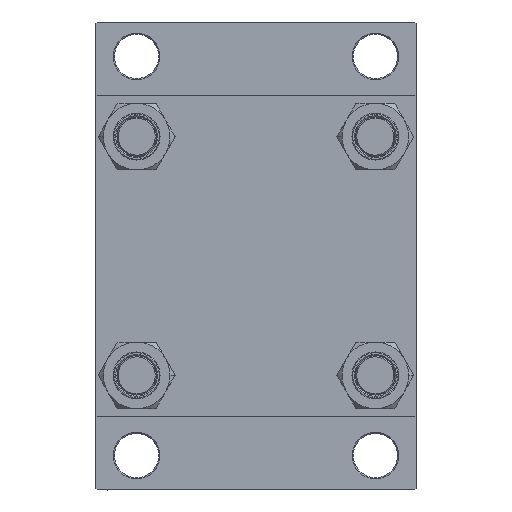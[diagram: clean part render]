
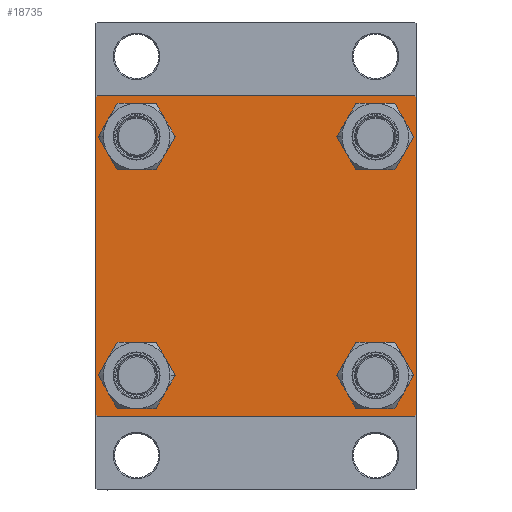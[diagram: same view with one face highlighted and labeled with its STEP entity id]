
A CAD part, left-side view. The second image highlights one B-rep face of the part: STEP entity #18735.
In plain terms, the highlighted planar face has unit normal (-1, 0, 0).
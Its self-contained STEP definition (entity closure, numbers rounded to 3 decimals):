
#21 = ORIENTED_EDGE ( 'NONE', *, *, #34364, .T. ) ;
#468 = ORIENTED_EDGE ( 'NONE', *, *, #1020, .T. ) ;
#1020 = EDGE_CURVE ( 'NONE', #4477, #23073, #40157, .T. ) ;
#1463 = LINE ( 'NONE', #42276, #19466 ) ;
#1917 = DIRECTION ( 'NONE',  ( 0., -0.707, 0.707 ) ) ;
#2299 = VECTOR ( 'NONE', #24605, 1000. ) ;
#2629 = CARTESIAN_POINT ( 'NONE',  ( 0., 65., -65. ) ) ;
#2720 = LINE ( 'NONE', #42585, #8743 ) ;
#2830 = PLANE ( 'NONE',  #39853 ) ;
#3306 = EDGE_LOOP ( 'NONE', ( #23571, #21 ) ) ;
#3697 = DIRECTION ( 'NONE',  ( 0., 0., 1. ) ) ;
#3780 = VERTEX_POINT ( 'NONE', #28035 ) ;
#4131 = FACE_BOUND ( 'NONE', #43007, .T. ) ;
#4477 = VERTEX_POINT ( 'NONE', #16457 ) ;
#4635 = DIRECTION ( 'NONE',  ( 0., -0.707, -0.707 ) ) ;
#4752 = CARTESIAN_POINT ( 'NONE',  ( 0., 65., -64.5 ) ) ;
#5134 = DIRECTION ( 'NONE',  ( 0., 0., 1. ) ) ;
#5332 = DIRECTION ( 'NONE',  ( 0., 0., 1. ) ) ;
#5361 = CARTESIAN_POINT ( 'NONE',  ( 0., -48.45, -48.45 ) ) ;
#5589 = CIRCLE ( 'NONE', #11773, 8.5 ) ;
#6330 = DIRECTION ( 'NONE',  ( 0., 0., -1. ) ) ;
#6685 = DIRECTION ( 'NONE',  ( 0., 0., 1. ) ) ;
#7136 = VERTEX_POINT ( 'NONE', #45473 ) ;
#7242 = AXIS2_PLACEMENT_3D ( 'NONE', #5361, #38238, #5134 ) ;
#8258 = LINE ( 'NONE', #38686, #40398 ) ;
#8395 = EDGE_CURVE ( 'NONE', #3780, #23014, #2720, .T. ) ;
#8743 = VECTOR ( 'NONE', #6330, 1000. ) ;
#9820 = FACE_BOUND ( 'NONE', #12973, .T. ) ;
#10060 = VERTEX_POINT ( 'NONE', #4752 ) ;
#10432 = VERTEX_POINT ( 'NONE', #13332 ) ;
#10870 = AXIS2_PLACEMENT_3D ( 'NONE', #39306, #24800, #6685 ) ;
#11726 = CARTESIAN_POINT ( 'NONE',  ( 0., 48.45, 56.95 ) ) ;
#11773 = AXIS2_PLACEMENT_3D ( 'NONE', #11787, #14464, #29677 ) ;
#11787 = CARTESIAN_POINT ( 'NONE',  ( 0., -48.45, -48.45 ) ) ;
#12233 = CIRCLE ( 'NONE', #42305, 8.5 ) ;
#12291 = VERTEX_POINT ( 'NONE', #11726 ) ;
#12973 = EDGE_LOOP ( 'NONE', ( #34147, #15713 ) ) ;
#13332 = CARTESIAN_POINT ( 'NONE',  ( 0., -64.5, -65. ) ) ;
#14010 = DIRECTION ( 'NONE',  ( 1., 0., 0. ) ) ;
#14112 = ORIENTED_EDGE ( 'NONE', *, *, #8395, .F. ) ;
#14334 = ORIENTED_EDGE ( 'NONE', *, *, #20758, .T. ) ;
#14454 = CARTESIAN_POINT ( 'NONE',  ( 0., 65., 65. ) ) ;
#14464 = DIRECTION ( 'NONE',  ( 1., 0., 0. ) ) ;
#14834 = DIRECTION ( 'NONE',  ( 0., 0.707, 0.707 ) ) ;
#15713 = ORIENTED_EDGE ( 'NONE', *, *, #22974, .T. ) ;
#16007 = ORIENTED_EDGE ( 'NONE', *, *, #46382, .T. ) ;
#16259 = CIRCLE ( 'NONE', #17003, 8.5 ) ;
#16372 = CARTESIAN_POINT ( 'NONE',  ( 0., -64.5, 65. ) ) ;
#16457 = CARTESIAN_POINT ( 'NONE',  ( 0., 64.5, 65. ) ) ;
#17003 = AXIS2_PLACEMENT_3D ( 'NONE', #46171, #19869, #31217 ) ;
#17068 = DIRECTION ( 'NONE',  ( -1., 0., 0. ) ) ;
#17732 = ORIENTED_EDGE ( 'NONE', *, *, #28258, .T. ) ;
#17881 = VECTOR ( 'NONE', #44252, 1000. ) ;
#18206 = CIRCLE ( 'NONE', #24380, 8.5 ) ;
#18439 = ORIENTED_EDGE ( 'NONE', *, *, #34197, .F. ) ;
#18557 = CARTESIAN_POINT ( 'NONE',  ( 0., 48.45, -56.95 ) ) ;
#18735 = ADVANCED_FACE ( 'NONE', ( #4131, #18863, #46302, #9820, #47013 ), #2830, .T. ) ;
#18863 = FACE_BOUND ( 'NONE', #3306, .T. ) ;
#19012 = ORIENTED_EDGE ( 'NONE', *, *, #47106, .T. ) ;
#19230 = VECTOR ( 'NONE', #1917, 1000. ) ;
#19466 = VECTOR ( 'NONE', #23670, 1000. ) ;
#19835 = DIRECTION ( 'NONE',  ( 1., 0., 0. ) ) ;
#19869 = DIRECTION ( 'NONE',  ( 1., 0., 0. ) ) ;
#19923 = ORIENTED_EDGE ( 'NONE', *, *, #27596, .T. ) ;
#20257 = CARTESIAN_POINT ( 'NONE',  ( 0., 48.45, -39.95 ) ) ;
#20457 = DIRECTION ( 'NONE',  ( 0., 0., 1. ) ) ;
#20758 = EDGE_CURVE ( 'NONE', #34339, #28125, #31433, .T. ) ;
#22565 = CARTESIAN_POINT ( 'NONE',  ( 0., -48.45, 39.95 ) ) ;
#22974 = EDGE_CURVE ( 'NONE', #43171, #12291, #12233, .T. ) ;
#23014 = VERTEX_POINT ( 'NONE', #42065 ) ;
#23073 = VERTEX_POINT ( 'NONE', #28022 ) ;
#23571 = ORIENTED_EDGE ( 'NONE', *, *, #42682, .T. ) ;
#23670 = DIRECTION ( 'NONE',  ( 0., -1., 0. ) ) ;
#24380 = AXIS2_PLACEMENT_3D ( 'NONE', #28817, #33167, #3697 ) ;
#24565 = CARTESIAN_POINT ( 'NONE',  ( 0., 0., 0. ) ) ;
#24605 = DIRECTION ( 'NONE',  ( 0., -1., 0. ) ) ;
#24765 = EDGE_LOOP ( 'NONE', ( #16007, #14334 ) ) ;
#24800 = DIRECTION ( 'NONE',  ( 1., 0., 0. ) ) ;
#25011 = CIRCLE ( 'NONE', #7242, 8.5 ) ;
#25559 = DIRECTION ( 'NONE',  ( 0., 0., -1. ) ) ;
#26629 = CIRCLE ( 'NONE', #32009, 8.5 ) ;
#27476 = CARTESIAN_POINT ( 'NONE',  ( 0., -48.45, 56.95 ) ) ;
#27596 = EDGE_CURVE ( 'NONE', #10432, #23014, #46112, .T. ) ;
#28022 = CARTESIAN_POINT ( 'NONE',  ( 0., 65., 64.5 ) ) ;
#28035 = CARTESIAN_POINT ( 'NONE',  ( 0., -65., 64.5 ) ) ;
#28041 = VECTOR ( 'NONE', #14834, 1000. ) ;
#28125 = VERTEX_POINT ( 'NONE', #20257 ) ;
#28258 = EDGE_CURVE ( 'NONE', #30097, #10432, #44155, .T. ) ;
#28748 = DIRECTION ( 'NONE',  ( 0., 0., 1. ) ) ;
#28817 = CARTESIAN_POINT ( 'NONE',  ( 0., 48.45, -48.45 ) ) ;
#28855 = EDGE_LOOP ( 'NONE', ( #19012, #35702, #17732, #19923, #14112, #45767, #18439, #468 ) ) ;
#29097 = CARTESIAN_POINT ( 'NONE',  ( 0., -64.75, 64.75 ) ) ;
#29229 = DIRECTION ( 'NONE',  ( 0., 0., 1. ) ) ;
#29677 = DIRECTION ( 'NONE',  ( 0., 0., 1. ) ) ;
#30097 = VERTEX_POINT ( 'NONE', #47176 ) ;
#30249 = EDGE_CURVE ( 'NONE', #45122, #34395, #16259, .T. ) ;
#31183 = EDGE_CURVE ( 'NONE', #12291, #43171, #43286, .T. ) ;
#31217 = DIRECTION ( 'NONE',  ( 0., 0., 1. ) ) ;
#31433 = CIRCLE ( 'NONE', #34564, 8.5 ) ;
#32009 = AXIS2_PLACEMENT_3D ( 'NONE', #40338, #32611, #29229 ) ;
#32611 = DIRECTION ( 'NONE',  ( 1., 0., 0. ) ) ;
#32818 = LINE ( 'NONE', #14454, #43669 ) ;
#32966 = LINE ( 'NONE', #29097, #28041 ) ;
#33167 = DIRECTION ( 'NONE',  ( 1., 0., 0. ) ) ;
#34147 = ORIENTED_EDGE ( 'NONE', *, *, #31183, .T. ) ;
#34197 = EDGE_CURVE ( 'NONE', #4477, #36663, #1463, .T. ) ;
#34339 = VERTEX_POINT ( 'NONE', #18557 ) ;
#34354 = CARTESIAN_POINT ( 'NONE',  ( 0., 48.45, 48.45 ) ) ;
#34364 = EDGE_CURVE ( 'NONE', #7136, #47379, #5589, .T. ) ;
#34395 = VERTEX_POINT ( 'NONE', #27476 ) ;
#34564 = AXIS2_PLACEMENT_3D ( 'NONE', #47094, #14010, #28748 ) ;
#35702 = ORIENTED_EDGE ( 'NONE', *, *, #40653, .T. ) ;
#36290 = CARTESIAN_POINT ( 'NONE',  ( 0., 64.75, 64.75 ) ) ;
#36663 = VERTEX_POINT ( 'NONE', #16372 ) ;
#37035 = EDGE_CURVE ( 'NONE', #3780, #36663, #32966, .T. ) ;
#38238 = DIRECTION ( 'NONE',  ( 1., 0., 0. ) ) ;
#38686 = CARTESIAN_POINT ( 'NONE',  ( 0., 64.75, -64.75 ) ) ;
#39306 = CARTESIAN_POINT ( 'NONE',  ( 0., 48.45, 48.45 ) ) ;
#39853 = AXIS2_PLACEMENT_3D ( 'NONE', #24565, #17068, #20457 ) ;
#40157 = LINE ( 'NONE', #36290, #17881 ) ;
#40338 = CARTESIAN_POINT ( 'NONE',  ( 0., -48.45, 48.45 ) ) ;
#40398 = VECTOR ( 'NONE', #4635, 1000. ) ;
#40653 = EDGE_CURVE ( 'NONE', #10060, #30097, #8258, .T. ) ;
#42065 = CARTESIAN_POINT ( 'NONE',  ( 0., -65., -64.5 ) ) ;
#42276 = CARTESIAN_POINT ( 'NONE',  ( 0., 65., 65. ) ) ;
#42305 = AXIS2_PLACEMENT_3D ( 'NONE', #34354, #19835, #5332 ) ;
#42500 = CARTESIAN_POINT ( 'NONE',  ( 0., -64.75, -64.75 ) ) ;
#42585 = CARTESIAN_POINT ( 'NONE',  ( 0., -65., 65. ) ) ;
#42682 = EDGE_CURVE ( 'NONE', #47379, #7136, #25011, .T. ) ;
#43007 = EDGE_LOOP ( 'NONE', ( #44178, #43051 ) ) ;
#43051 = ORIENTED_EDGE ( 'NONE', *, *, #30249, .T. ) ;
#43171 = VERTEX_POINT ( 'NONE', #44593 ) ;
#43286 = CIRCLE ( 'NONE', #10870, 8.5 ) ;
#43669 = VECTOR ( 'NONE', #25559, 1000. ) ;
#44155 = LINE ( 'NONE', #2629, #2299 ) ;
#44178 = ORIENTED_EDGE ( 'NONE', *, *, #44432, .T. ) ;
#44252 = DIRECTION ( 'NONE',  ( 0., 0.707, -0.707 ) ) ;
#44432 = EDGE_CURVE ( 'NONE', #34395, #45122, #26629, .T. ) ;
#44593 = CARTESIAN_POINT ( 'NONE',  ( 0., 48.45, 39.95 ) ) ;
#45122 = VERTEX_POINT ( 'NONE', #22565 ) ;
#45473 = CARTESIAN_POINT ( 'NONE',  ( 0., -48.45, -56.95 ) ) ;
#45767 = ORIENTED_EDGE ( 'NONE', *, *, #37035, .T. ) ;
#46112 = LINE ( 'NONE', #42500, #19230 ) ;
#46171 = CARTESIAN_POINT ( 'NONE',  ( 0., -48.45, 48.45 ) ) ;
#46302 = FACE_BOUND ( 'NONE', #24765, .T. ) ;
#46382 = EDGE_CURVE ( 'NONE', #28125, #34339, #18206, .T. ) ;
#46949 = CARTESIAN_POINT ( 'NONE',  ( 0., -48.45, -39.95 ) ) ;
#47013 = FACE_OUTER_BOUND ( 'NONE', #28855, .T. ) ;
#47094 = CARTESIAN_POINT ( 'NONE',  ( 0., 48.45, -48.45 ) ) ;
#47106 = EDGE_CURVE ( 'NONE', #23073, #10060, #32818, .T. ) ;
#47176 = CARTESIAN_POINT ( 'NONE',  ( 0., 64.5, -65. ) ) ;
#47379 = VERTEX_POINT ( 'NONE', #46949 ) ;
